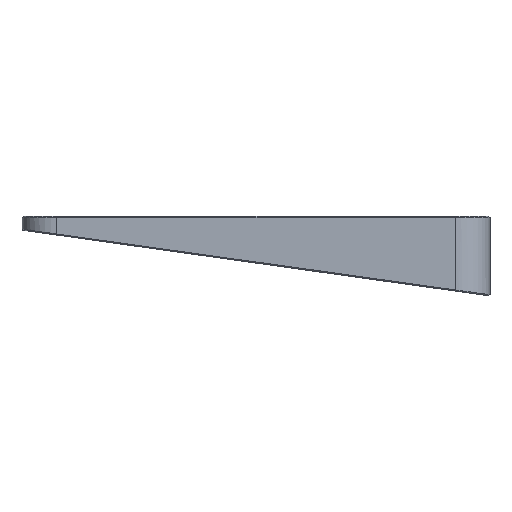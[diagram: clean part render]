
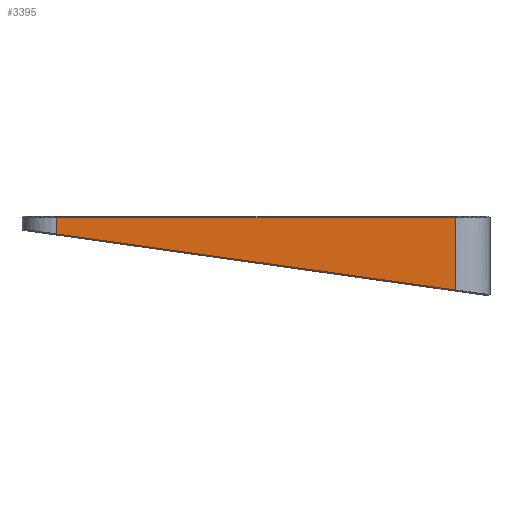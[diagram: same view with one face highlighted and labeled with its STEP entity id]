
A CAD part, front view. The second image highlights one B-rep face of the part: STEP entity #3395.
In plain terms, the highlighted planar face has unit normal (0, -1, 0).
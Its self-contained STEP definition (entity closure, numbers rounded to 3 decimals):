
#321=DIRECTION('',(-0.99,0.,0.139));
#322=VECTOR('',#321,116.13);
#323=CARTESIAN_POINT('',(125.,0.,
-21.265));
#324=LINE('',#323,#322);
#325=DIRECTION('',(-1.,0.,0.));
#326=VECTOR('',#325,115.);
#327=CARTESIAN_POINT('',(125.,0.,
-0.3));
#328=LINE('',#327,#326);
#342=DIRECTION('',(0.,0.,-1.));
#343=VECTOR('',#342,4.802);
#344=CARTESIAN_POINT('',(10.,0.,
-0.3));
#345=LINE('',#344,#343);
#406=DIRECTION('',(0.,0.,1.));
#407=VECTOR('',#406,20.965);
#408=CARTESIAN_POINT('',(125.,0.,
-21.265));
#409=LINE('',#408,#407);
#3021=CARTESIAN_POINT('',(125.,0.,
-0.3));
#3022=CARTESIAN_POINT('',(10.,0.,
-0.3));
#3023=VERTEX_POINT('',#3021);
#3024=VERTEX_POINT('',#3022);
#3025=CARTESIAN_POINT('',(125.,0.,
-21.265));
#3026=VERTEX_POINT('',#3025);
#3027=CARTESIAN_POINT('',(10.,0.,
-5.102));
#3028=VERTEX_POINT('',#3027);
#3380=CARTESIAN_POINT('',(0.,0.,0.));
#3381=DIRECTION('',(0.,1.,0.));
#3382=DIRECTION('',(1.,0.,0.));
#3383=AXIS2_PLACEMENT_3D('',#3380,#3381,#3382);
#3384=PLANE('',#3383);
#3386=ORIENTED_EDGE('',*,*,#3385,.F.);
#3388=ORIENTED_EDGE('',*,*,#3387,.F.);
#3390=ORIENTED_EDGE('',*,*,#3389,.T.);
#3392=ORIENTED_EDGE('',*,*,#3391,.F.);
#3393=EDGE_LOOP('',(#3386,#3388,#3390,#3392));
#3394=FACE_OUTER_BOUND('',#3393,.F.);
#3395=ADVANCED_FACE('',(#3394),#3384,.F.);
#3385=EDGE_CURVE('',#3023,#3024,#328,.T.);
#3387=EDGE_CURVE('',#3026,#3023,#409,.T.);
#3389=EDGE_CURVE('',#3026,#3028,#324,.T.);
#3391=EDGE_CURVE('',#3024,#3028,#345,.T.);
